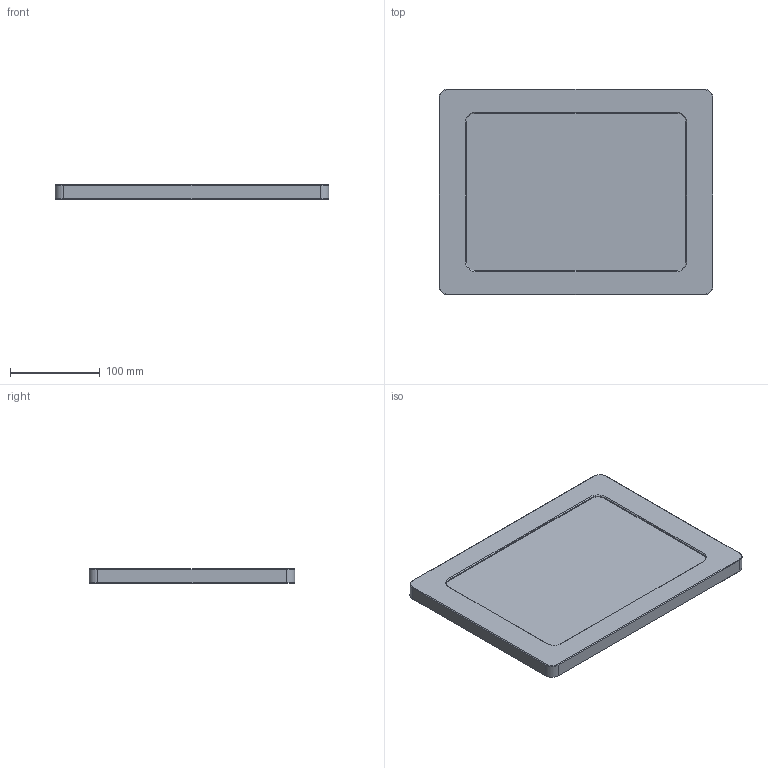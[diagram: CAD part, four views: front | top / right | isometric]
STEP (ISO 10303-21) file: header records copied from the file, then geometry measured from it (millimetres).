
FILE_DESCRIPTION(/* description */ (''),/* implementation_level */ '2;1');
FILE_NAME(/* name */ 'vb_vesa_ipro2g110_rce.step',/* time_stamp */ '2020-10-07T12:10:01-04:00',/* author */ ('NickC'),/* organization */ (''),/* preprocessor_version */ 'ST-DEVELOPER v17',/* originating_system */ 'Autodesk Inventor 2019',/* authorisation */ '');
FILE_SCHEMA (('AUTOMOTIVE_DESIGN { 1 0 10303 214 3 1 1 }'));
Products named in the file (1): Part54
Bounding box: 304.79 x 229.32 x 16.24 mm (x, y, z)
Volume: 1036839.6 mm3; surface area: 159101.5 mm2
Topology: 1 solids, 61 shells, 1360 faces, 3437 edges, 2272 vertices
Faces by surface type: plane 667, cylinder 288, bspline 267, cone 138
Full cylindrical faces by diameter (mm): 2.438 x42, 3.251 x4, 3.454 x3, 38.1 x1
Entity records: 58216 total; most frequent: CARTESIAN_POINT 27539, ORIENTED_EDGE 6858, DIRECTION 5011, EDGE_CURVE 3429, VERTEX_POINT 2272, LINE 1803, VECTOR 1803, AXIS2_PLACEMENT_3D 1604
